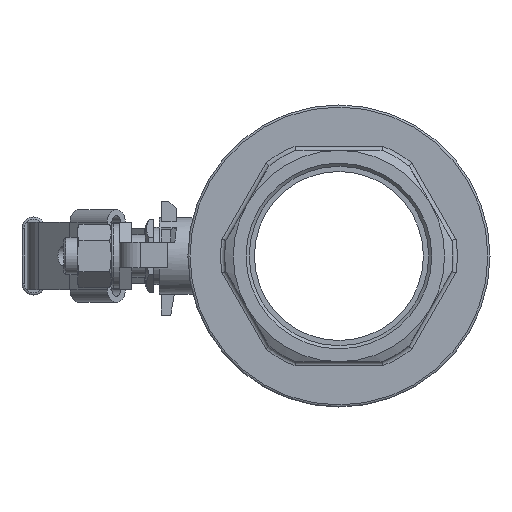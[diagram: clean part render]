
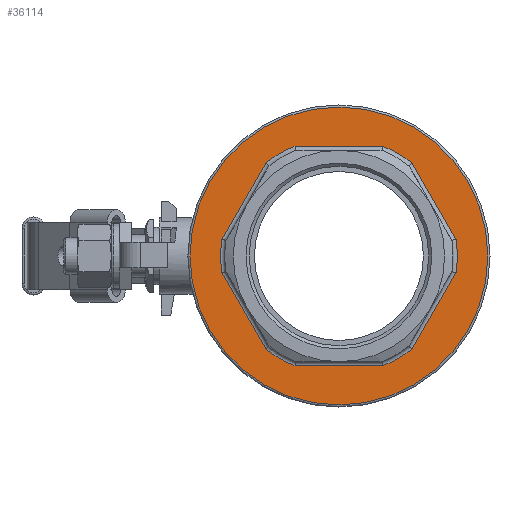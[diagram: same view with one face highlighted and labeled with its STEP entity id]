
A CAD part, left-side view. The second image highlights one B-rep face of the part: STEP entity #36114.
In plain terms, the highlighted planar face has unit normal (-1, 0, 0).
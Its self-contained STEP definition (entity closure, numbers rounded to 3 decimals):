
#3822 = FACE_BOUND ( 'NONE', #40074, .T. ) ;
#3824 = FACE_OUTER_BOUND ( 'NONE', #40076, .T. ) ;
#3825 = PLANE ( 'NONE',  #21731 ) ;
#3834 = CARTESIAN_POINT ( 'NONE',  ( -71.5, 0., 0. ) ) ;
#3835 = DIRECTION ( 'NONE',  ( -1., 0., 0. ) ) ;
#3836 = DIRECTION ( 'NONE',  ( 0., 0., 1. ) ) ;
#16134 = VERTEX_POINT ( 'NONE', #16137 ) ;
#16137 = CARTESIAN_POINT ( 'NONE',  ( -71.5, 0., 70.5 ) ) ;
#19107 = VERTEX_POINT ( 'NONE', #23259 ) ;
#19113 = VERTEX_POINT ( 'NONE', #23265 ) ;
#19118 = VERTEX_POINT ( 'NONE', #23270 ) ;
#19119 = VERTEX_POINT ( 'NONE', #23271 ) ;
#19120 = VERTEX_POINT ( 'NONE', #23272 ) ;
#19121 = VERTEX_POINT ( 'NONE', #23273 ) ;
#19122 = VERTEX_POINT ( 'NONE', #23274 ) ;
#19123 = VERTEX_POINT ( 'NONE', #23275 ) ;
#19124 = VERTEX_POINT ( 'NONE', #23276 ) ;
#19125 = VERTEX_POINT ( 'NONE', #23277 ) ;
#19126 = VERTEX_POINT ( 'NONE', #23278 ) ;
#19127 = VERTEX_POINT ( 'NONE', #23279 ) ;
#21328 = LINE ( 'NONE', #21336, #37104 ) ;
#21335 = CARTESIAN_POINT ( 'NONE',  ( -71.5, -34.835, -43.664 ) ) ;
#21336 = CARTESIAN_POINT ( 'NONE',  ( -71.5, 20.396, -52. ) ) ;
#21340 = LINE ( 'NONE', #21335, #37089 ) ;
#21341 = CARTESIAN_POINT ( 'NONE',  ( -71.5, 0., 0. ) ) ;
#21342 = DIRECTION ( 'NONE',  ( 1., 0., 0. ) ) ;
#21343 = DIRECTION ( 'NONE',  ( 0., 0., 1. ) ) ;
#21344 = DIRECTION ( 'NONE',  ( 0., 0.5, -0.866 ) ) ;
#21345 = LINE ( 'NONE', #21346, #37108 ) ;
#21346 = CARTESIAN_POINT ( 'NONE',  ( -71.5, 55.231, -8.336 ) ) ;
#21347 = CARTESIAN_POINT ( 'NONE',  ( -71.5, 0., 0. ) ) ;
#21348 = DIRECTION ( 'NONE',  ( 1., 0., 0. ) ) ;
#21349 = DIRECTION ( 'NONE',  ( 0., 0., 1. ) ) ;
#21350 = DIRECTION ( 'NONE',  ( 0., 1., 0. ) ) ;
#21351 = LINE ( 'NONE', #21352, #37112 ) ;
#21352 = CARTESIAN_POINT ( 'NONE',  ( -71.5, 34.835, 43.664 ) ) ;
#21353 = CARTESIAN_POINT ( 'NONE',  ( -71.5, 0., 0. ) ) ;
#21354 = DIRECTION ( 'NONE',  ( 1., 0., 0. ) ) ;
#21355 = DIRECTION ( 'NONE',  ( 0., 0., 1. ) ) ;
#21356 = DIRECTION ( 'NONE',  ( 0., 0.5, 0.866 ) ) ;
#21357 = LINE ( 'NONE', #21358, #37115 ) ;
#21358 = CARTESIAN_POINT ( 'NONE',  ( -71.5, -20.396, 52. ) ) ;
#21359 = CARTESIAN_POINT ( 'NONE',  ( -71.5, 0., 0. ) ) ;
#21360 = DIRECTION ( 'NONE',  ( 1., 0., 0. ) ) ;
#21361 = DIRECTION ( 'NONE',  ( 0., 0., 1. ) ) ;
#21362 = DIRECTION ( 'NONE',  ( 0., -0.5, 0.866 ) ) ;
#21363 = LINE ( 'NONE', #21364, #37118 ) ;
#21364 = CARTESIAN_POINT ( 'NONE',  ( -71.5, -55.231, 8.336 ) ) ;
#21365 = CARTESIAN_POINT ( 'NONE',  ( -71.5, 0., 0. ) ) ;
#21366 = DIRECTION ( 'NONE',  ( 1., 0., 0. ) ) ;
#21367 = DIRECTION ( 'NONE',  ( 0., 0., 1. ) ) ;
#21368 = DIRECTION ( 'NONE',  ( 0., -1., 0. ) ) ;
#21370 = CARTESIAN_POINT ( 'NONE',  ( -71.5, 0., 0. ) ) ;
#21371 = DIRECTION ( 'NONE',  ( 1., 0., 0. ) ) ;
#21372 = DIRECTION ( 'NONE',  ( 0., 0., 1. ) ) ;
#21373 = DIRECTION ( 'NONE',  ( 0., -0.5, -0.866 ) ) ;
#21375 = CARTESIAN_POINT ( 'NONE',  ( -71.5, 0., 0. ) ) ;
#21376 = DIRECTION ( 'NONE',  ( -1., 0., 0. ) ) ;
#21377 = DIRECTION ( 'NONE',  ( 0., 0., 1. ) ) ;
#21731 = AXIS2_PLACEMENT_3D ( 'NONE', #3834, #3835, #3836 ) ;
#23259 = CARTESIAN_POINT ( 'NONE',  ( -71.5, -55.426, -8. ) ) ;
#23265 = CARTESIAN_POINT ( 'NONE',  ( -71.5, -55.426, 8. ) ) ;
#23270 = CARTESIAN_POINT ( 'NONE',  ( -71.5, -34.641, -44. ) ) ;
#23271 = CARTESIAN_POINT ( 'NONE',  ( -71.5, -20.785, -52. ) ) ;
#23272 = CARTESIAN_POINT ( 'NONE',  ( -71.5, 20.785, -52. ) ) ;
#23273 = CARTESIAN_POINT ( 'NONE',  ( -71.5, 34.641, -44. ) ) ;
#23274 = CARTESIAN_POINT ( 'NONE',  ( -71.5, 55.426, -8. ) ) ;
#23275 = CARTESIAN_POINT ( 'NONE',  ( -71.5, 55.426, 8. ) ) ;
#23276 = CARTESIAN_POINT ( 'NONE',  ( -71.5, 34.641, 44. ) ) ;
#23277 = CARTESIAN_POINT ( 'NONE',  ( -71.5, 20.785, 52. ) ) ;
#23278 = CARTESIAN_POINT ( 'NONE',  ( -71.5, -20.785, 52. ) ) ;
#23279 = CARTESIAN_POINT ( 'NONE',  ( -71.5, -34.641, 44. ) ) ;
#25372 = EDGE_CURVE ( 'NONE', #19113, #19107, #37102, .T. ) ;
#25375 = EDGE_CURVE ( 'NONE', #19107, #19118, #21340, .T. ) ;
#25377 = EDGE_CURVE ( 'NONE', #19118, #19119, #37103, .T. ) ;
#25379 = EDGE_CURVE ( 'NONE', #19119, #19120, #21328, .T. ) ;
#25382 = EDGE_CURVE ( 'NONE', #19120, #19121, #37107, .T. ) ;
#25384 = EDGE_CURVE ( 'NONE', #19121, #19122, #21345, .T. ) ;
#25386 = EDGE_CURVE ( 'NONE', #19122, #19123, #37111, .T. ) ;
#25389 = EDGE_CURVE ( 'NONE', #19123, #19124, #21351, .T. ) ;
#25391 = EDGE_CURVE ( 'NONE', #19124, #19125, #37114, .T. ) ;
#25393 = EDGE_CURVE ( 'NONE', #19125, #19126, #21357, .T. ) ;
#25396 = EDGE_CURVE ( 'NONE', #19126, #19127, #37117, .T. ) ;
#25398 = EDGE_CURVE ( 'NONE', #19127, #19113, #21363, .T. ) ;
#25400 = EDGE_CURVE ( 'NONE', #16134, #16134, #37120, .T. ) ;
#36114 = ADVANCED_FACE ( 'NONE', ( #3822, #3824 ), #3825, .T. ) ;
#37089 = VECTOR ( 'NONE', #21344, 1000. ) ;
#37092 = AXIS2_PLACEMENT_3D ( 'NONE', #21341, #21342, #21343 ) ;
#37102 = CIRCLE ( 'NONE', #37092, 56. ) ;
#37103 = CIRCLE ( 'NONE', #37106, 56. ) ;
#37104 = VECTOR ( 'NONE', #21350, 1000. ) ;
#37106 = AXIS2_PLACEMENT_3D ( 'NONE', #21347, #21348, #21349 ) ;
#37107 = CIRCLE ( 'NONE', #37110, 56. ) ;
#37108 = VECTOR ( 'NONE', #21356, 1000. ) ;
#37110 = AXIS2_PLACEMENT_3D ( 'NONE', #21353, #21354, #21355 ) ;
#37111 = CIRCLE ( 'NONE', #37113, 56. ) ;
#37112 = VECTOR ( 'NONE', #21362, 1000. ) ;
#37113 = AXIS2_PLACEMENT_3D ( 'NONE', #21359, #21360, #21361 ) ;
#37114 = CIRCLE ( 'NONE', #37116, 56. ) ;
#37115 = VECTOR ( 'NONE', #21368, 1000. ) ;
#37116 = AXIS2_PLACEMENT_3D ( 'NONE', #21365, #21366, #21367 ) ;
#37117 = CIRCLE ( 'NONE', #37119, 56. ) ;
#37118 = VECTOR ( 'NONE', #21373, 1000. ) ;
#37119 = AXIS2_PLACEMENT_3D ( 'NONE', #21370, #21371, #21372 ) ;
#37120 = CIRCLE ( 'NONE', #37122, 70.5 ) ;
#37122 = AXIS2_PLACEMENT_3D ( 'NONE', #21375, #21376, #21377 ) ;
#40074 = EDGE_LOOP ( 'NONE', ( #41411, #41412, #41413, #41414, #41415, #41416, #41417, #41418, #41419, #41420, #41421, #41422 ) ) ;
#40076 = EDGE_LOOP ( 'NONE', ( #41423 ) ) ;
#41411 = ORIENTED_EDGE ( 'NONE', *, *, #25372, .T. ) ;
#41412 = ORIENTED_EDGE ( 'NONE', *, *, #25375, .T. ) ;
#41413 = ORIENTED_EDGE ( 'NONE', *, *, #25377, .T. ) ;
#41414 = ORIENTED_EDGE ( 'NONE', *, *, #25379, .T. ) ;
#41415 = ORIENTED_EDGE ( 'NONE', *, *, #25382, .T. ) ;
#41416 = ORIENTED_EDGE ( 'NONE', *, *, #25384, .T. ) ;
#41417 = ORIENTED_EDGE ( 'NONE', *, *, #25386, .T. ) ;
#41418 = ORIENTED_EDGE ( 'NONE', *, *, #25389, .T. ) ;
#41419 = ORIENTED_EDGE ( 'NONE', *, *, #25391, .T. ) ;
#41420 = ORIENTED_EDGE ( 'NONE', *, *, #25393, .T. ) ;
#41421 = ORIENTED_EDGE ( 'NONE', *, *, #25396, .T. ) ;
#41422 = ORIENTED_EDGE ( 'NONE', *, *, #25398, .T. ) ;
#41423 = ORIENTED_EDGE ( 'NONE', *, *, #25400, .T. ) ;
